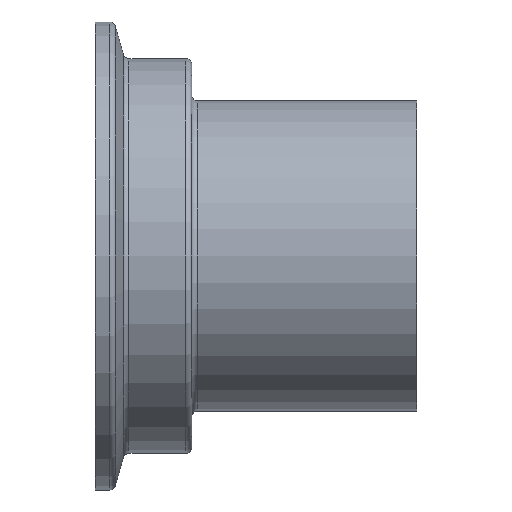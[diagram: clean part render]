
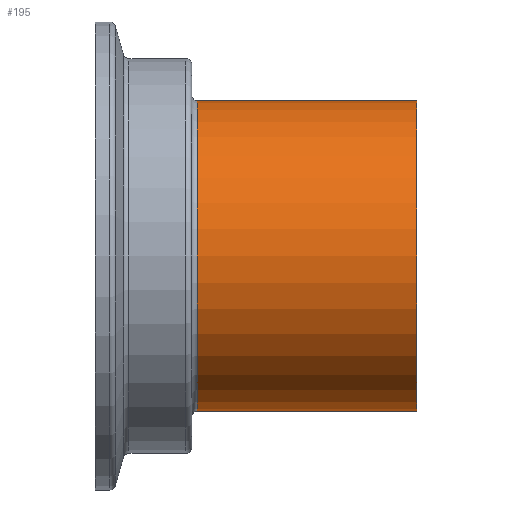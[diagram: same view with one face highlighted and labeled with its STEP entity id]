
A CAD part, front view. The second image highlights one B-rep face of the part: STEP entity #195.
In plain terms, the highlighted cylindrical face has radius 21.2 mm (diameter 42.4 mm), a partial arc.
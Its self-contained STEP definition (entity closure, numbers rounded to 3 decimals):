
#9 = EDGE_LOOP ( 'NONE', ( #322, #346, #274, #150 ) ) ;
#21 = DIRECTION ( 'NONE',  ( -1., 0., 0. ) ) ;
#24 = CARTESIAN_POINT ( 'NONE',  ( -172.678, 5.365, 0. ) ) ;
#45 = DIRECTION ( 'NONE',  ( 0., 0., 1. ) ) ;
#74 = CIRCLE ( 'NONE', #139, 21.2 ) ;
#98 = CARTESIAN_POINT ( 'NONE',  ( -172.678, 5.365, -21.2 ) ) ;
#108 = DIRECTION ( 'NONE',  ( -1., 0., 0. ) ) ;
#139 = AXIS2_PLACEMENT_3D ( 'NONE', #372, #108, #488 ) ;
#150 = ORIENTED_EDGE ( 'NONE', *, *, #362, .F. ) ;
#169 = VERTEX_POINT ( 'NONE', #445 ) ;
#171 = DIRECTION ( 'NONE',  ( -1., 0., 0. ) ) ;
#195 = ADVANCED_FACE ( 'NONE', ( #628 ), #626, .T. ) ;
#240 = VERTEX_POINT ( 'NONE', #340 ) ;
#247 = LINE ( 'NONE', #365, #623 ) ;
#269 = DIRECTION ( 'NONE',  ( 0., 0., 1. ) ) ;
#274 = ORIENTED_EDGE ( 'NONE', *, *, #440, .T. ) ;
#322 = ORIENTED_EDGE ( 'NONE', *, *, #757, .F. ) ;
#323 = AXIS2_PLACEMENT_3D ( 'NONE', #600, #456, #45 ) ;
#324 = EDGE_CURVE ( 'NONE', #415, #240, #351, .T. ) ;
#332 = VERTEX_POINT ( 'NONE', #711 ) ;
#340 = CARTESIAN_POINT ( 'NONE',  ( 33.62, 5.365, 21.2 ) ) ;
#346 = ORIENTED_EDGE ( 'NONE', *, *, #324, .T. ) ;
#351 = CIRCLE ( 'NONE', #323, 21.2 ) ;
#362 = EDGE_CURVE ( 'NONE', #332, #169, #74, .T. ) ;
#365 = CARTESIAN_POINT ( 'NONE',  ( -172.678, 5.365, 21.2 ) ) ;
#372 = CARTESIAN_POINT ( 'NONE',  ( 3.62, 5.365, 0. ) ) ;
#406 = AXIS2_PLACEMENT_3D ( 'NONE', #24, #21, #269 ) ;
#415 = VERTEX_POINT ( 'NONE', #431 ) ;
#431 = CARTESIAN_POINT ( 'NONE',  ( 33.62, 5.365, -21.2 ) ) ;
#440 = EDGE_CURVE ( 'NONE', #240, #169, #247, .T. ) ;
#445 = CARTESIAN_POINT ( 'NONE',  ( 3.62, 5.365, 21.2 ) ) ;
#456 = DIRECTION ( 'NONE',  ( -1., 0., 0. ) ) ;
#488 = DIRECTION ( 'NONE',  ( 0., 0., 1. ) ) ;
#533 = LINE ( 'NONE', #98, #716 ) ;
#600 = CARTESIAN_POINT ( 'NONE',  ( 33.62, 5.365, 0. ) ) ;
#623 = VECTOR ( 'NONE', #737, 1000. ) ;
#626 = CYLINDRICAL_SURFACE ( 'NONE', #406, 21.2 ) ;
#628 = FACE_OUTER_BOUND ( 'NONE', #9, .T. ) ;
#711 = CARTESIAN_POINT ( 'NONE',  ( 3.62, 5.365, -21.2 ) ) ;
#716 = VECTOR ( 'NONE', #171, 1000. ) ;
#737 = DIRECTION ( 'NONE',  ( -1., 0., 0. ) ) ;
#757 = EDGE_CURVE ( 'NONE', #415, #332, #533, .T. ) ;
